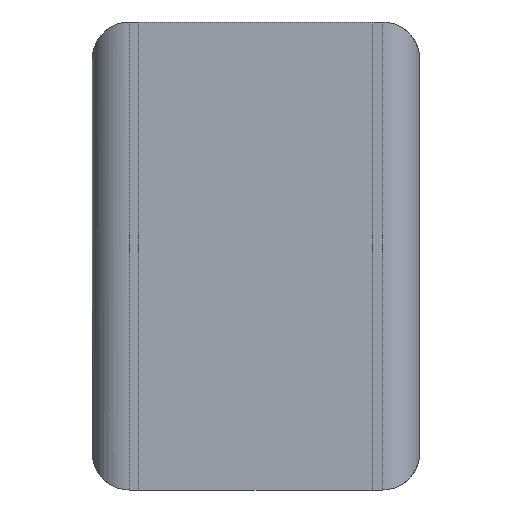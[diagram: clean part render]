
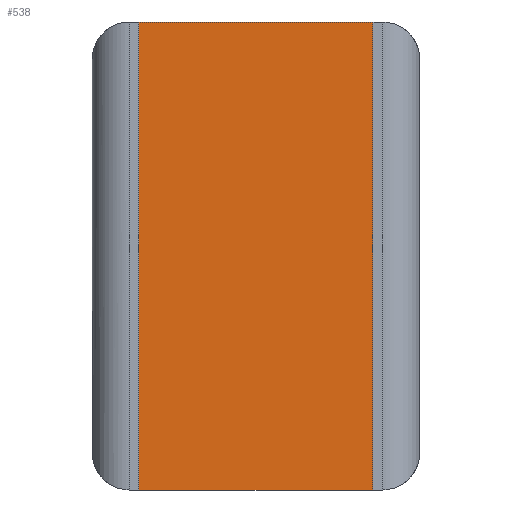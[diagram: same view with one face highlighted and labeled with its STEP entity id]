
A CAD part, front view. The second image highlights one B-rep face of the part: STEP entity #538.
In plain terms, the highlighted planar face has unit normal (0, -1, 0).
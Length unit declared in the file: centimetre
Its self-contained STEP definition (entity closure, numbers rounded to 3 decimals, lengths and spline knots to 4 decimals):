
#115=PLANE('',#579);
#168=VERTEX_POINT('',#1225);
#169=VERTEX_POINT('',#1227);
#172=VERTEX_POINT('',#1238);
#173=VERTEX_POINT('',#1242);
#209=VECTOR('',#677,1.);
#215=VECTOR('',#686,1.);
#216=VECTOR('',#688,1.);
#217=VECTOR('',#689,1.);
#255=LINE('',#1226,#209);
#261=LINE('',#1239,#215);
#262=LINE('',#1241,#216);
#263=LINE('',#1243,#217);
#317=EDGE_CURVE('',#169,#168,#255,.T.);
#323=EDGE_CURVE('',#168,#172,#261,.T.);
#324=EDGE_CURVE('',#172,#173,#262,.T.);
#325=EDGE_CURVE('',#169,#173,#263,.T.);
#433=ORIENTED_EDGE('',*,*,#324,.T.);
#434=ORIENTED_EDGE('',*,*,#325,.F.);
#435=ORIENTED_EDGE('',*,*,#317,.T.);
#436=ORIENTED_EDGE('',*,*,#323,.T.);
#479=EDGE_LOOP('',(#433,#434,#435,#436));
#509=FACE_BOUND('',#479,.T.);
#538=ADVANCED_FACE('',(#509),#115,.T.);
#579=AXIS2_PLACEMENT_3D('',#1240,#687,$);
#677=DIRECTION('',(1.,0.,0.));
#686=DIRECTION('',(0.,0.,1.));
#687=DIRECTION('',(0.,-1.,0.));
#688=DIRECTION('',(-1.,0.,0.));
#689=DIRECTION('',(0.,0.,1.));
#1225=CARTESIAN_POINT('',(1.5875,1.9465,-3.175));
#1226=CARTESIAN_POINT('',(-1.5875,1.9465,-3.175));
#1227=CARTESIAN_POINT('',(-1.5875,1.9465,-3.175));
#1238=CARTESIAN_POINT('',(1.5875,1.9465,3.175));
#1239=CARTESIAN_POINT('',(1.5875,1.9465,-3.175));
#1240=CARTESIAN_POINT('',(0.,1.9465,-3.175));
#1241=CARTESIAN_POINT('',(-1.5875,1.9465,3.175));
#1242=CARTESIAN_POINT('',(-1.5875,1.9465,3.175));
#1243=CARTESIAN_POINT('',(-1.5875,1.9465,-3.175));
